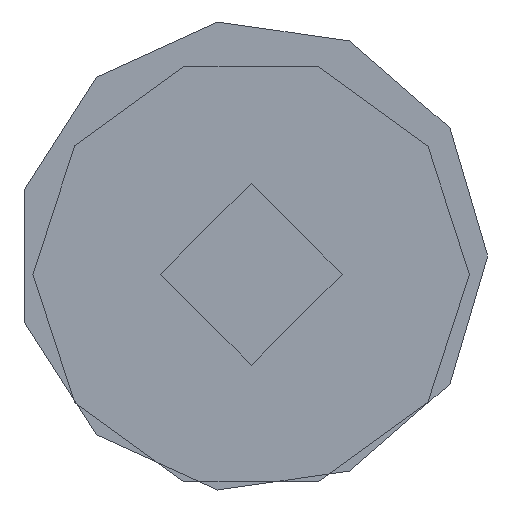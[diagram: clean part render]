
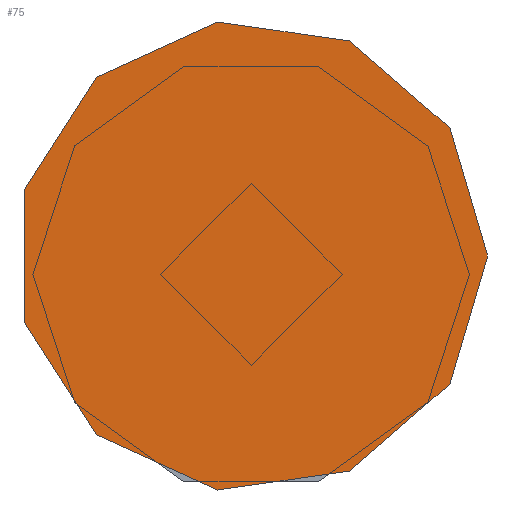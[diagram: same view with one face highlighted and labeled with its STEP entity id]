
A CAD part, front view. The second image highlights one B-rep face of the part: STEP entity #75.
In plain terms, the highlighted planar face has unit normal (0, -1, 0).
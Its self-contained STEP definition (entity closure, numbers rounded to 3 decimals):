
#75 = ADVANCED_FACE( '', ( #127 ), #128, .T. );
#127 = FACE_OUTER_BOUND( '', #167, .T. );
#128 = PLANE( '', #168 );
#167 = EDGE_LOOP( '', ( #197 ) );
#168 = AXIS2_PLACEMENT_3D( '', #198, #199, #200 );
#197 = ORIENTED_EDGE( '', *, *, #232, .T. );
#198 = CARTESIAN_POINT( '', ( 0., -500.1, 0. ) );
#199 = DIRECTION( '', ( 0., -1., 0. ) );
#200 = DIRECTION( '', ( 0., 0., -1. ) );
#232 = EDGE_CURVE( '', #245, #245, #246, .T. );
#245 = VERTEX_POINT( '', #264 );
#246 = CIRCLE( '', #265, 0.65 );
#264 = CARTESIAN_POINT( '', ( 0.65, -500.1, 0. ) );
#265 = AXIS2_PLACEMENT_3D( '', #282, #283, #284 );
#282 = CARTESIAN_POINT( '', ( 0., -500.1, 0. ) );
#283 = DIRECTION( '', ( 0., -1., 0. ) );
#284 = DIRECTION( '', ( 1., 0., 0. ) );
